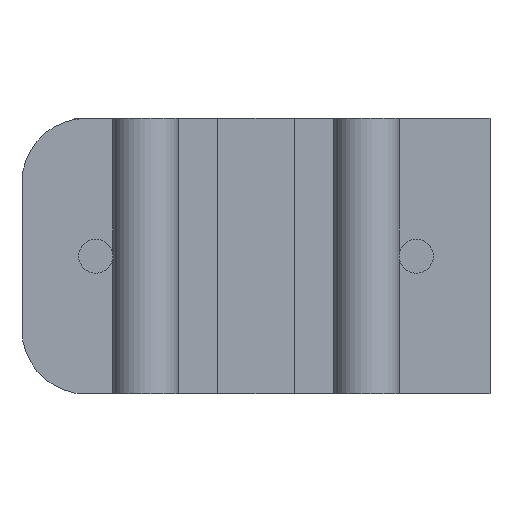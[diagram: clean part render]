
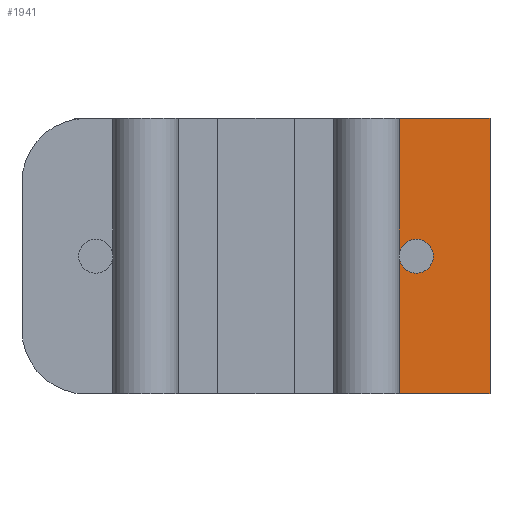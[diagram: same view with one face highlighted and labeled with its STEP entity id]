
A CAD part, front view. The second image highlights one B-rep face of the part: STEP entity #1941.
In plain terms, the highlighted planar face has unit normal (0, -1, 0).
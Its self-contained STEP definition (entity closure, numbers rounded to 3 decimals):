
#11 = ORIENTED_EDGE ( 'NONE', *, *, #1512, .F. ) ;
#17 = EDGE_CURVE ( 'NONE', #1808, #698, #73, .T. ) ;
#73 = LINE ( 'NONE', #3361, #2794 ) ;
#92 = ORIENTED_EDGE ( 'NONE', *, *, #579, .T. ) ;
#225 = CARTESIAN_POINT ( 'NONE',  ( 7.3, 0., 4.3 ) ) ;
#255 = DIRECTION ( 'NONE',  ( 0., -1., 0. ) ) ;
#283 = CIRCLE ( 'NONE', #2066, 0.265 ) ;
#503 = DIRECTION ( 'NONE',  ( 0., 0., -1. ) ) ;
#537 = CARTESIAN_POINT ( 'NONE',  ( 6.15, 0., 2.15 ) ) ;
#551 = LINE ( 'NONE', #2278, #1032 ) ;
#554 = CARTESIAN_POINT ( 'NONE',  ( 5.885, 0., 2.15 ) ) ;
#579 = EDGE_CURVE ( 'NONE', #1698, #1808, #1884, .T. ) ;
#614 = CARTESIAN_POINT ( 'NONE',  ( 7.3, 0., 4.3 ) ) ;
#675 = AXIS2_PLACEMENT_3D ( 'NONE', #3012, #1581, #2431 ) ;
#698 = VERTEX_POINT ( 'NONE', #2705 ) ;
#709 = PLANE ( 'NONE',  #2587 ) ;
#1032 = VECTOR ( 'NONE', #1696, 1000. ) ;
#1102 = VECTOR ( 'NONE', #2202, 1000. ) ;
#1145 = DIRECTION ( 'NONE',  ( 1., 0., 0. ) ) ;
#1355 = LINE ( 'NONE', #1666, #2552 ) ;
#1372 = CARTESIAN_POINT ( 'NONE',  ( 6.415, 0., 2.15 ) ) ;
#1400 = VERTEX_POINT ( 'NONE', #1372 ) ;
#1407 = LINE ( 'NONE', #225, #3459 ) ;
#1512 = EDGE_CURVE ( 'NONE', #1698, #2940, #1355, .T. ) ;
#1560 = CARTESIAN_POINT ( 'NONE',  ( 5.885, 0., 4.3 ) ) ;
#1581 = DIRECTION ( 'NONE',  ( 0., -1., 0. ) ) ;
#1593 = DIRECTION ( 'NONE',  ( 0., 1., 0. ) ) ;
#1666 = CARTESIAN_POINT ( 'NONE',  ( 7.3, 0., 4.3 ) ) ;
#1696 = DIRECTION ( 'NONE',  ( 1., 0., 0. ) ) ;
#1698 = VERTEX_POINT ( 'NONE', #1560 ) ;
#1749 = EDGE_CURVE ( 'NONE', #698, #2849, #551, .T. ) ;
#1808 = VERTEX_POINT ( 'NONE', #554 ) ;
#1872 = DIRECTION ( 'NONE',  ( -1., 0., 0. ) ) ;
#1882 = EDGE_CURVE ( 'NONE', #1808, #1400, #2660, .T. ) ;
#1884 = LINE ( 'NONE', #3341, #1102 ) ;
#1941 = ADVANCED_FACE ( 'NONE', ( #2289 ), #709, .F. ) ;
#2036 = EDGE_CURVE ( 'NONE', #2940, #2849, #1407, .T. ) ;
#2043 = ORIENTED_EDGE ( 'NONE', *, *, #2560, .F. ) ;
#2066 = AXIS2_PLACEMENT_3D ( 'NONE', #537, #255, #1145 ) ;
#2125 = ORIENTED_EDGE ( 'NONE', *, *, #2036, .F. ) ;
#2197 = DIRECTION ( 'NONE',  ( 0., 0., -1. ) ) ;
#2202 = DIRECTION ( 'NONE',  ( 0., 0., -1. ) ) ;
#2278 = CARTESIAN_POINT ( 'NONE',  ( 7.3, 0., 0. ) ) ;
#2289 = FACE_OUTER_BOUND ( 'NONE', #3381, .T. ) ;
#2431 = DIRECTION ( 'NONE',  ( 1., 0., 0. ) ) ;
#2484 = ORIENTED_EDGE ( 'NONE', *, *, #1882, .F. ) ;
#2490 = ORIENTED_EDGE ( 'NONE', *, *, #17, .T. ) ;
#2552 = VECTOR ( 'NONE', #2791, 1000. ) ;
#2560 = EDGE_CURVE ( 'NONE', #1400, #1808, #283, .T. ) ;
#2587 = AXIS2_PLACEMENT_3D ( 'NONE', #2990, #1593, #1872 ) ;
#2660 = CIRCLE ( 'NONE', #675, 0.265 ) ;
#2705 = CARTESIAN_POINT ( 'NONE',  ( 5.885, 0., 0. ) ) ;
#2791 = DIRECTION ( 'NONE',  ( 1., 0., 0. ) ) ;
#2794 = VECTOR ( 'NONE', #503, 1000. ) ;
#2849 = VERTEX_POINT ( 'NONE', #3171 ) ;
#2936 = ORIENTED_EDGE ( 'NONE', *, *, #1749, .T. ) ;
#2940 = VERTEX_POINT ( 'NONE', #614 ) ;
#2990 = CARTESIAN_POINT ( 'NONE',  ( 7.3, 0., 4.3 ) ) ;
#3012 = CARTESIAN_POINT ( 'NONE',  ( 6.15, 0., 2.15 ) ) ;
#3171 = CARTESIAN_POINT ( 'NONE',  ( 7.3, 0., 0. ) ) ;
#3341 = CARTESIAN_POINT ( 'NONE',  ( 5.885, 0., 4.3 ) ) ;
#3361 = CARTESIAN_POINT ( 'NONE',  ( 5.885, 0., 4.3 ) ) ;
#3381 = EDGE_LOOP ( 'NONE', ( #92, #2043, #2484, #2490, #2936, #2125, #11 ) ) ;
#3459 = VECTOR ( 'NONE', #2197, 1000. ) ;
